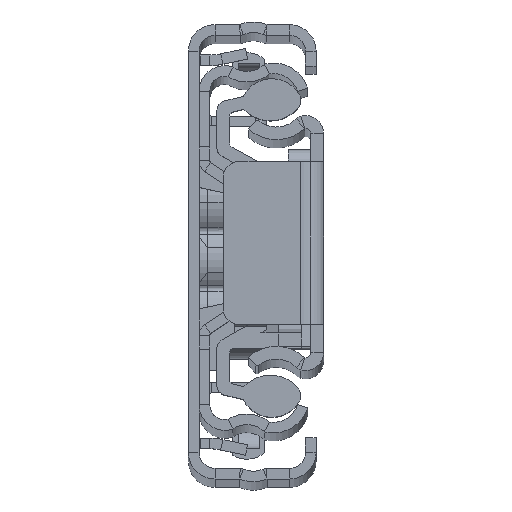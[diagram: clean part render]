
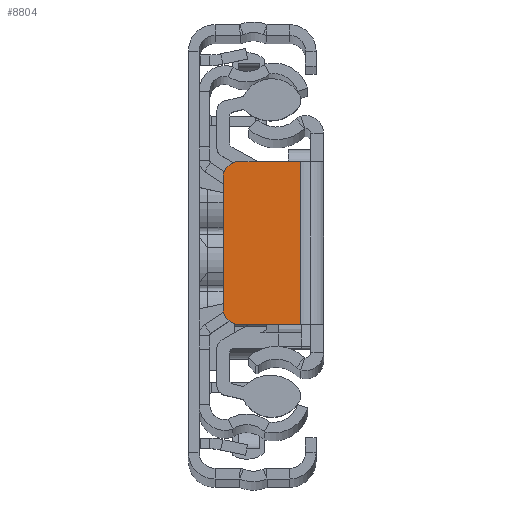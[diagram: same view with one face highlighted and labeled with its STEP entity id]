
A CAD part, top view. The second image highlights one B-rep face of the part: STEP entity #8804.
In plain terms, the highlighted planar face has unit normal (0, 0, 1).
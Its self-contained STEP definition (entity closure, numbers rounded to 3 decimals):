
#77 = VERTEX_POINT ( 'NONE', #3985 ) ;
#415 = VECTOR ( 'NONE', #21748, 1000. ) ;
#1639 = LINE ( 'NONE', #20650, #6356 ) ;
#1807 = CIRCLE ( 'NONE', #20735, 1.5 ) ;
#2296 = EDGE_CURVE ( 'NONE', #77, #21021, #19330, .T. ) ;
#2895 = AXIS2_PLACEMENT_3D ( 'NONE', #15905, #21370, #18015 ) ;
#3141 = CARTESIAN_POINT ( 'NONE',  ( -7.95, -6.15, 0. ) ) ;
#3780 = EDGE_CURVE ( 'NONE', #10097, #77, #1807, .T. ) ;
#3985 = CARTESIAN_POINT ( 'NONE',  ( -7.95, -7.65, 0. ) ) ;
#4054 = EDGE_CURVE ( 'NONE', #12941, #19766, #21822, .T. ) ;
#4076 = CARTESIAN_POINT ( 'NONE',  ( -9.45, -6.15, 0. ) ) ;
#4116 = CARTESIAN_POINT ( 'NONE',  ( 0., -7.65, 0. ) ) ;
#4522 = EDGE_CURVE ( 'NONE', #6330, #12941, #9481, .T. ) ;
#4638 = CARTESIAN_POINT ( 'NONE',  ( -2.2, -7.65, 0. ) ) ;
#5771 = ORIENTED_EDGE ( 'NONE', *, *, #4522, .T. ) ;
#6067 = CARTESIAN_POINT ( 'NONE',  ( -9.45, 6.15, 0. ) ) ;
#6123 = EDGE_CURVE ( 'NONE', #6330, #21021, #16415, .T. ) ;
#6330 = VERTEX_POINT ( 'NONE', #9162 ) ;
#6356 = VECTOR ( 'NONE', #18971, 1000. ) ;
#7009 = DIRECTION ( 'NONE',  ( 1., 0., 0. ) ) ;
#8804 = ADVANCED_FACE ( 'NONE', ( #19374 ), #16047, .F. ) ;
#9162 = CARTESIAN_POINT ( 'NONE',  ( -2.2, 7.65, 0. ) ) ;
#9281 = ORIENTED_EDGE ( 'NONE', *, *, #11498, .T. ) ;
#9481 = LINE ( 'NONE', #16675, #13630 ) ;
#9729 = DIRECTION ( 'NONE',  ( 0., 0., 1. ) ) ;
#10097 = VERTEX_POINT ( 'NONE', #4076 ) ;
#10318 = EDGE_LOOP ( 'NONE', ( #9281, #18376, #11598, #19417, #5771, #16669 ) ) ;
#10747 = DIRECTION ( 'NONE',  ( -1., 0., 0. ) ) ;
#11498 = EDGE_CURVE ( 'NONE', #19766, #10097, #1639, .T. ) ;
#11598 = ORIENTED_EDGE ( 'NONE', *, *, #2296, .T. ) ;
#12941 = VERTEX_POINT ( 'NONE', #21571 ) ;
#13630 = VECTOR ( 'NONE', #18227, 1000. ) ;
#14462 = DIRECTION ( 'NONE',  ( 0., 0., -1. ) ) ;
#15905 = CARTESIAN_POINT ( 'NONE',  ( -7.95, 6.15, 0. ) ) ;
#16047 = PLANE ( 'NONE',  #20927 ) ;
#16415 = LINE ( 'NONE', #4638, #415 ) ;
#16486 = DIRECTION ( 'NONE',  ( -1., 0., 0. ) ) ;
#16669 = ORIENTED_EDGE ( 'NONE', *, *, #4054, .T. ) ;
#16675 = CARTESIAN_POINT ( 'NONE',  ( 0., 7.65, 0. ) ) ;
#18015 = DIRECTION ( 'NONE',  ( -1., 0., 0. ) ) ;
#18033 = CARTESIAN_POINT ( 'NONE',  ( 0., 0., 0. ) ) ;
#18227 = DIRECTION ( 'NONE',  ( -1., 0., 0. ) ) ;
#18287 = CARTESIAN_POINT ( 'NONE',  ( -2.2, -7.65, 0. ) ) ;
#18376 = ORIENTED_EDGE ( 'NONE', *, *, #3780, .T. ) ;
#18971 = DIRECTION ( 'NONE',  ( 0., -1., 0. ) ) ;
#19330 = LINE ( 'NONE', #4116, #20492 ) ;
#19374 = FACE_OUTER_BOUND ( 'NONE', #10318, .T. ) ;
#19417 = ORIENTED_EDGE ( 'NONE', *, *, #6123, .F. ) ;
#19766 = VERTEX_POINT ( 'NONE', #6067 ) ;
#20492 = VECTOR ( 'NONE', #7009, 1000. ) ;
#20650 = CARTESIAN_POINT ( 'NONE',  ( -9.45, 0., 0. ) ) ;
#20735 = AXIS2_PLACEMENT_3D ( 'NONE', #3141, #9729, #16486 ) ;
#20927 = AXIS2_PLACEMENT_3D ( 'NONE', #18033, #14462, #10747 ) ;
#21021 = VERTEX_POINT ( 'NONE', #18287 ) ;
#21370 = DIRECTION ( 'NONE',  ( 0., 0., 1. ) ) ;
#21571 = CARTESIAN_POINT ( 'NONE',  ( -7.95, 7.65, 0. ) ) ;
#21748 = DIRECTION ( 'NONE',  ( 0., -1., 0. ) ) ;
#21822 = CIRCLE ( 'NONE', #2895, 1.5 ) ;
